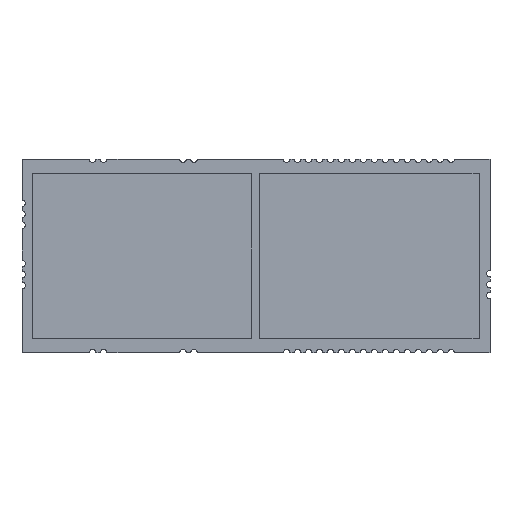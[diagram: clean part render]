
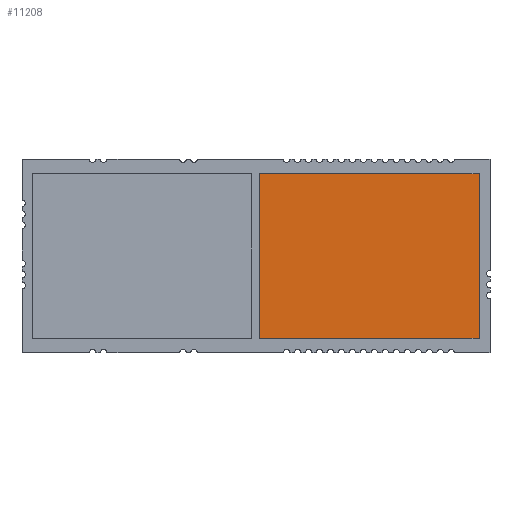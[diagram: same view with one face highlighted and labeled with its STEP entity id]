
A CAD part, top view. The second image highlights one B-rep face of the part: STEP entity #11208.
In plain terms, the highlighted planar face has unit normal (0, 0, 1).
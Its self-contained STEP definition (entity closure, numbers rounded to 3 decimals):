
#10894 = VERTEX_POINT('',#10895);
#10895 = CARTESIAN_POINT('',(-10.,7.5,2.));
#10902 = PLANE('',#10903);
#10903 = AXIS2_PLACEMENT_3D('',#10904,#10905,#10906);
#10904 = CARTESIAN_POINT('',(-10.,7.5,0.));
#10905 = DIRECTION('',(1.,0.,-0.));
#10906 = DIRECTION('',(0.,-1.,0.));
#10914 = PLANE('',#10915);
#10915 = AXIS2_PLACEMENT_3D('',#10916,#10917,#10918);
#10916 = CARTESIAN_POINT('',(10.,7.5,0.));
#10917 = DIRECTION('',(0.,-1.,0.));
#10918 = DIRECTION('',(-1.,0.,0.));
#10926 = EDGE_CURVE('',#10894,#10927,#10929,.T.);
#10927 = VERTEX_POINT('',#10928);
#10928 = CARTESIAN_POINT('',(-10.,-7.5,2.));
#10929 = SURFACE_CURVE('',#10930,(#10934,#10941),.PCURVE_S1.);
#10930 = LINE('',#10931,#10932);
#10931 = CARTESIAN_POINT('',(-10.,7.5,2.));
#10932 = VECTOR('',#10933,1.);
#10933 = DIRECTION('',(0.,-1.,0.));
#10934 = PCURVE('',#10902,#10935);
#10935 = DEFINITIONAL_REPRESENTATION('',(#10936),#10940);
#10936 = LINE('',#10937,#10938);
#10937 = CARTESIAN_POINT('',(0.,-2.));
#10938 = VECTOR('',#10939,1.);
#10939 = DIRECTION('',(1.,0.));
#10940 = ( GEOMETRIC_REPRESENTATION_CONTEXT(2) 
PARAMETRIC_REPRESENTATION_CONTEXT() REPRESENTATION_CONTEXT('2D SPACE',''
  ) );
#10941 = PCURVE('',#10942,#10947);
#10942 = PLANE('',#10943);
#10943 = AXIS2_PLACEMENT_3D('',#10944,#10945,#10946);
#10944 = CARTESIAN_POINT('',(-10.,7.5,2.));
#10945 = DIRECTION('',(0.,0.,-1.));
#10946 = DIRECTION('',(-1.,0.,-0.));
#10947 = DEFINITIONAL_REPRESENTATION('',(#10948),#10952);
#10948 = LINE('',#10949,#10950);
#10949 = CARTESIAN_POINT('',(0.,0.));
#10950 = VECTOR('',#10951,1.);
#10951 = DIRECTION('',(-0.,-1.));
#10952 = ( GEOMETRIC_REPRESENTATION_CONTEXT(2) 
PARAMETRIC_REPRESENTATION_CONTEXT() REPRESENTATION_CONTEXT('2D SPACE',''
  ) );
#10970 = PLANE('',#10971);
#10971 = AXIS2_PLACEMENT_3D('',#10972,#10973,#10974);
#10972 = CARTESIAN_POINT('',(-10.,-7.5,0.));
#10973 = DIRECTION('',(0.,1.,0.));
#10974 = DIRECTION('',(1.,0.,0.));
#11012 = EDGE_CURVE('',#10927,#11013,#11015,.T.);
#11013 = VERTEX_POINT('',#11014);
#11014 = CARTESIAN_POINT('',(10.,-7.5,2.));
#11015 = SURFACE_CURVE('',#11016,(#11020,#11027),.PCURVE_S1.);
#11016 = LINE('',#11017,#11018);
#11017 = CARTESIAN_POINT('',(-10.,-7.5,2.));
#11018 = VECTOR('',#11019,1.);
#11019 = DIRECTION('',(1.,0.,0.));
#11020 = PCURVE('',#10970,#11021);
#11021 = DEFINITIONAL_REPRESENTATION('',(#11022),#11026);
#11022 = LINE('',#11023,#11024);
#11023 = CARTESIAN_POINT('',(0.,-2.));
#11024 = VECTOR('',#11025,1.);
#11025 = DIRECTION('',(1.,0.));
#11026 = ( GEOMETRIC_REPRESENTATION_CONTEXT(2) 
PARAMETRIC_REPRESENTATION_CONTEXT() REPRESENTATION_CONTEXT('2D SPACE',''
  ) );
#11027 = PCURVE('',#10942,#11028);
#11028 = DEFINITIONAL_REPRESENTATION('',(#11029),#11033);
#11029 = LINE('',#11030,#11031);
#11030 = CARTESIAN_POINT('',(-0.,-15.));
#11031 = VECTOR('',#11032,1.);
#11032 = DIRECTION('',(-1.,0.));
#11033 = ( GEOMETRIC_REPRESENTATION_CONTEXT(2) 
PARAMETRIC_REPRESENTATION_CONTEXT() REPRESENTATION_CONTEXT('2D SPACE',''
  ) );
#11051 = PLANE('',#11052);
#11052 = AXIS2_PLACEMENT_3D('',#11053,#11054,#11055);
#11053 = CARTESIAN_POINT('',(10.,-7.5,0.));
#11054 = DIRECTION('',(-1.,0.,0.));
#11055 = DIRECTION('',(0.,1.,0.));
#11088 = EDGE_CURVE('',#11013,#11089,#11091,.T.);
#11089 = VERTEX_POINT('',#11090);
#11090 = CARTESIAN_POINT('',(10.,7.5,2.));
#11091 = SURFACE_CURVE('',#11092,(#11096,#11103),.PCURVE_S1.);
#11092 = LINE('',#11093,#11094);
#11093 = CARTESIAN_POINT('',(10.,-7.5,2.));
#11094 = VECTOR('',#11095,1.);
#11095 = DIRECTION('',(0.,1.,0.));
#11096 = PCURVE('',#11051,#11097);
#11097 = DEFINITIONAL_REPRESENTATION('',(#11098),#11102);
#11098 = LINE('',#11099,#11100);
#11099 = CARTESIAN_POINT('',(0.,-2.));
#11100 = VECTOR('',#11101,1.);
#11101 = DIRECTION('',(1.,0.));
#11102 = ( GEOMETRIC_REPRESENTATION_CONTEXT(2) 
PARAMETRIC_REPRESENTATION_CONTEXT() REPRESENTATION_CONTEXT('2D SPACE',''
  ) );
#11103 = PCURVE('',#10942,#11104);
#11104 = DEFINITIONAL_REPRESENTATION('',(#11105),#11109);
#11105 = LINE('',#11106,#11107);
#11106 = CARTESIAN_POINT('',(-20.,-15.));
#11107 = VECTOR('',#11108,1.);
#11108 = DIRECTION('',(0.,1.));
#11109 = ( GEOMETRIC_REPRESENTATION_CONTEXT(2) 
PARAMETRIC_REPRESENTATION_CONTEXT() REPRESENTATION_CONTEXT('2D SPACE',''
  ) );
#11159 = EDGE_CURVE('',#11089,#10894,#11160,.T.);
#11160 = SURFACE_CURVE('',#11161,(#11165,#11172),.PCURVE_S1.);
#11161 = LINE('',#11162,#11163);
#11162 = CARTESIAN_POINT('',(10.,7.5,2.));
#11163 = VECTOR('',#11164,1.);
#11164 = DIRECTION('',(-1.,0.,0.));
#11165 = PCURVE('',#10914,#11166);
#11166 = DEFINITIONAL_REPRESENTATION('',(#11167),#11171);
#11167 = LINE('',#11168,#11169);
#11168 = CARTESIAN_POINT('',(0.,-2.));
#11169 = VECTOR('',#11170,1.);
#11170 = DIRECTION('',(1.,0.));
#11171 = ( GEOMETRIC_REPRESENTATION_CONTEXT(2) 
PARAMETRIC_REPRESENTATION_CONTEXT() REPRESENTATION_CONTEXT('2D SPACE',''
  ) );
#11172 = PCURVE('',#10942,#11173);
#11173 = DEFINITIONAL_REPRESENTATION('',(#11174),#11178);
#11174 = LINE('',#11175,#11176);
#11175 = CARTESIAN_POINT('',(-20.,0.));
#11176 = VECTOR('',#11177,1.);
#11177 = DIRECTION('',(1.,0.));
#11178 = ( GEOMETRIC_REPRESENTATION_CONTEXT(2) 
PARAMETRIC_REPRESENTATION_CONTEXT() REPRESENTATION_CONTEXT('2D SPACE',''
  ) );
#11208 = ADVANCED_FACE('',(#11209),#10942,.F.);
#11209 = FACE_BOUND('',#11210,.T.);
#11210 = EDGE_LOOP('',(#11211,#11212,#11213,#11214));
#11211 = ORIENTED_EDGE('',*,*,#10926,.T.);
#11212 = ORIENTED_EDGE('',*,*,#11012,.T.);
#11213 = ORIENTED_EDGE('',*,*,#11088,.T.);
#11214 = ORIENTED_EDGE('',*,*,#11159,.T.);
